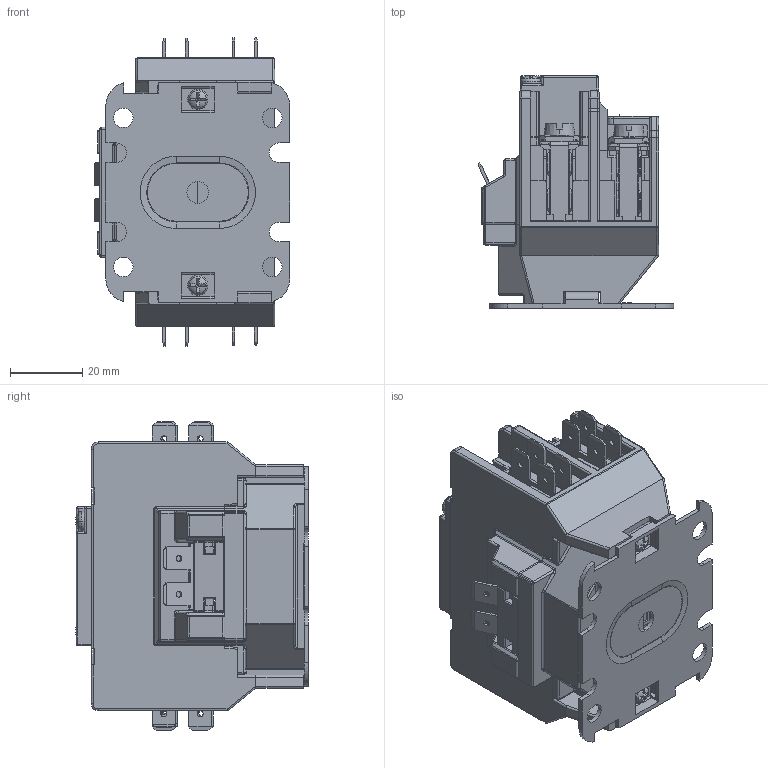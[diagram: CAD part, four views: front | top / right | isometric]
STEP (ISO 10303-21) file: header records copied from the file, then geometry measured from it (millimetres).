
FILE_DESCRIPTION((''),'2;1');
FILE_NAME('2400XXX-LUODING_ASM','2018-10-29T',('lixiang'),(''),'CREO PARAMETRIC BY PTC INC, 2015380','CREO PARAMETRIC BY PTC INC, 2015380','');
FILE_SCHEMA(('CONFIG_CONTROL_DESIGN'));
Products named in the file (36): 8ZTD-024-922; 8ZTJ-104-318; 8ZTD-612-288; GB873-86; 8ZTD-553-136; 8ZTD-550-757-1-2; 5ZTD-553-245-1-2_ASM; 8ZTD-282-439_AF0; 5ZTD-104-XXX_ASM; 8ZTD-557-180-1-2; 5ZTD-550-730-1-3_ASM; 8ZTD-557-822; 8ZTJ-952-002; 8ZTJ-939-004; 5ZTJ-850-005_ASM; 5ZTD-550-731-1-3_ASM; 8ZTD-557-823; 5ZTD-550-732-1-3_ASM; 8ZTD-557-818; 8ZTD-907-051-1; 8ZTD-315-1363; 5024XXX-LUODING_ASM; 8ZTD-282-1106_AF0; 8ZTD-282-1106_AF1; 5ZTD-612-345; 8ZTD-549-037; 8ZTD-732-491; 8ZTJ-557-604; QA-1; 5ZTD-520-860-1-N_ASM; 5612XXX_ASM; 8ZTD-310-479; 8ZTD-310-480; 8ZTD-287-098; 8ZTD-024-427; 2400XXX-LUODING_ASM
Assembly tree (53 placements, depth 5):
  2400XXX-LUODING_ASM
    5024XXX-LUODING_ASM
      8ZTD-024-922
      5ZTD-104-XXX_ASM
        8ZTJ-104-318
        8ZTD-612-288
        GB873-86  x2
        5ZTD-553-245-1-2_ASM
          8ZTD-553-136
          8ZTD-550-757-1-2  x2
        8ZTD-282-439_AF0
      5ZTD-550-731-1-3_ASM
        5ZTD-550-730-1-3_ASM
          8ZTD-557-180-1-2
          8ZTD-550-757-1-2
        8ZTD-557-822
        5ZTJ-850-005_ASM
          8ZTJ-952-002
          8ZTJ-939-004
      5ZTD-550-732-1-3_ASM
        5ZTD-550-730-1-3_ASM
          8ZTD-557-180-1-2
          8ZTD-550-757-1-2
        8ZTD-557-823
        5ZTJ-850-005_ASM
          8ZTJ-952-002
          8ZTJ-939-004
      8ZTD-557-818
      8ZTD-557-822
      8ZTD-557-823
      5ZTJ-850-005_ASM  x2
        8ZTJ-952-002
        8ZTJ-939-004
      8ZTD-907-051-1  x4
      8ZTD-315-1363
    8ZTD-282-1106_AF0
    8ZTD-282-1106_AF1
    5612XXX_ASM
      5ZTD-612-345
      8ZTD-549-037  x2
      5ZTD-520-860-1-N_ASM
        8ZTD-732-491
        8ZTJ-557-604  x2
        QA-1
    8ZTD-310-479
    8ZTD-310-480
    8ZTD-287-098
    8ZTD-024-427
    8ZTD-907-051-1  x2
    8ZTD-557-823  x2
Bounding box: 54.22 x 64.55 x 85.6 mm (x, y, z)
Volume: 88280.6 mm3; surface area: 81055.6 mm2
Topology: 48 solids, 64 shells, 4768 faces, 12524 edges, 7946 vertices
Faces by surface type: plane 2932, cylinder 1303, torus 168, sphere 149, bspline 129, cone 87
Entity records: 145003 total; most frequent: CARTESIAN_POINT 33988, ORIENTED_EDGE 17524, DIRECTION 16805, PRESENTATION_STYLE_ASSIGNMENT 8829, EDGE_CURVE 8772, STYLED_ITEM 8720, CURVE_STYLE 8684, VECTOR 6319
